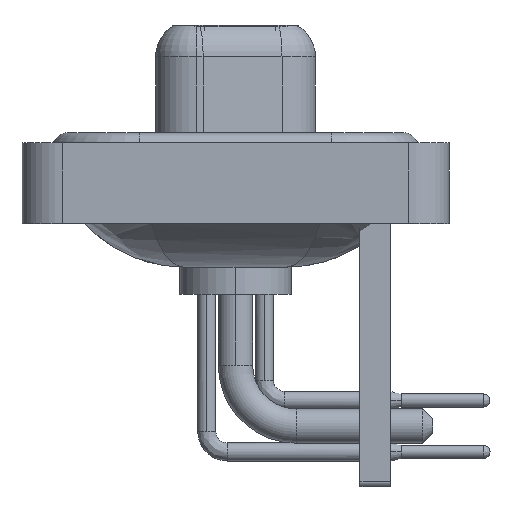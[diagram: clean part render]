
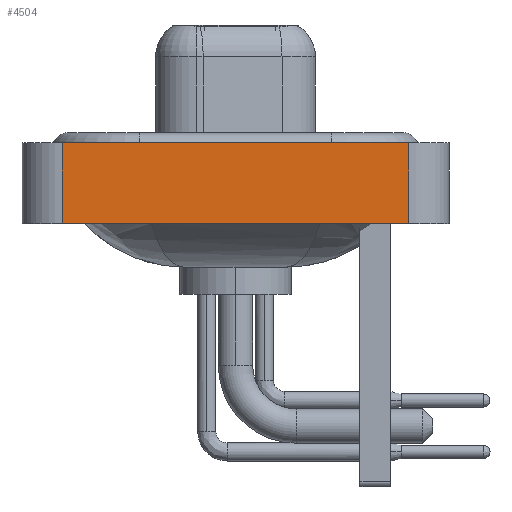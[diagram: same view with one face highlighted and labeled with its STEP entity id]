
A CAD part, left-side view. The second image highlights one B-rep face of the part: STEP entity #4504.
In plain terms, the highlighted planar face has unit normal (-1, 0, 0).
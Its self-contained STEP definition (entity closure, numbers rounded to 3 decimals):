
#557 = DIRECTION ( 'NONE',  ( -1., 0., 0. ) ) ;
#1374 = VERTEX_POINT ( 'NONE', #16244 ) ;
#1826 = ORIENTED_EDGE ( 'NONE', *, *, #20301, .T. ) ;
#4292 = DIRECTION ( 'NONE',  ( 0., 0., 1. ) ) ;
#4504 = ADVANCED_FACE ( 'NONE', ( #21075 ), #7281, .T. ) ;
#4603 = LINE ( 'NONE', #12924, #20936 ) ;
#4983 = VECTOR ( 'NONE', #8586, 1000. ) ;
#5561 = AXIS2_PLACEMENT_3D ( 'NONE', #19534, #557, #4292 ) ;
#6236 = EDGE_LOOP ( 'NONE', ( #1826, #11639, #10042, #15759 ) ) ;
#7271 = CARTESIAN_POINT ( 'NONE',  ( -7.35, -8.55, 0.4 ) ) ;
#7281 = PLANE ( 'NONE',  #5561 ) ;
#8586 = DIRECTION ( 'NONE',  ( 0., -1., 0. ) ) ;
#8779 = LINE ( 'NONE', #15535, #13845 ) ;
#8927 = EDGE_CURVE ( 'NONE', #11783, #21328, #17072, .T. ) ;
#9822 = CARTESIAN_POINT ( 'NONE',  ( -7.35, 8.55, -3.6 ) ) ;
#10042 = ORIENTED_EDGE ( 'NONE', *, *, #13477, .F. ) ;
#11250 = DIRECTION ( 'NONE',  ( 0., 0., 1. ) ) ;
#11639 = ORIENTED_EDGE ( 'NONE', *, *, #8927, .F. ) ;
#11726 = DIRECTION ( 'NONE',  ( 0., -1., 0. ) ) ;
#11783 = VERTEX_POINT ( 'NONE', #18101 ) ;
#12142 = VECTOR ( 'NONE', #11726, 1000. ) ;
#12924 = CARTESIAN_POINT ( 'NONE',  ( -7.35, -8.55, -3.6 ) ) ;
#13477 = EDGE_CURVE ( 'NONE', #18499, #11783, #8779, .T. ) ;
#13845 = VECTOR ( 'NONE', #18533, 1000. ) ;
#15346 = CARTESIAN_POINT ( 'NONE',  ( -7.35, -8.55, -3.6 ) ) ;
#15535 = CARTESIAN_POINT ( 'NONE',  ( -7.35, 8.55, -3.6 ) ) ;
#15759 = ORIENTED_EDGE ( 'NONE', *, *, #17931, .T. ) ;
#16244 = CARTESIAN_POINT ( 'NONE',  ( -7.35, -8.55, -3.6 ) ) ;
#16791 = LINE ( 'NONE', #15346, #12142 ) ;
#17072 = LINE ( 'NONE', #18613, #4983 ) ;
#17931 = EDGE_CURVE ( 'NONE', #18499, #1374, #16791, .T. ) ;
#18101 = CARTESIAN_POINT ( 'NONE',  ( -7.35, 8.55, 0.4 ) ) ;
#18499 = VERTEX_POINT ( 'NONE', #9822 ) ;
#18533 = DIRECTION ( 'NONE',  ( 0., 0., 1. ) ) ;
#18613 = CARTESIAN_POINT ( 'NONE',  ( -7.35, -8.55, 0.4 ) ) ;
#19534 = CARTESIAN_POINT ( 'NONE',  ( -7.35, -8.55, -3.6 ) ) ;
#20301 = EDGE_CURVE ( 'NONE', #1374, #21328, #4603, .T. ) ;
#20936 = VECTOR ( 'NONE', #11250, 1000. ) ;
#21075 = FACE_OUTER_BOUND ( 'NONE', #6236, .T. ) ;
#21328 = VERTEX_POINT ( 'NONE', #7271 ) ;
